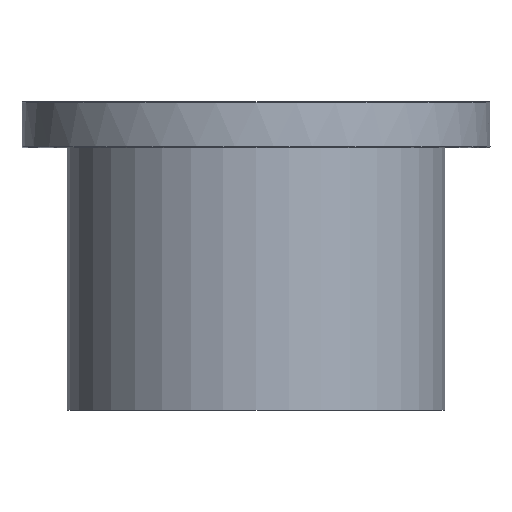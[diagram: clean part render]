
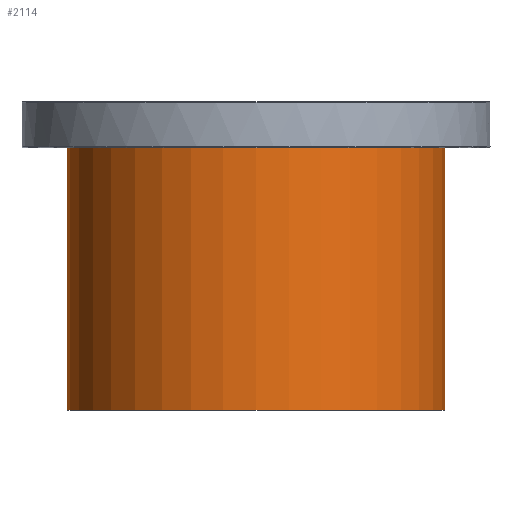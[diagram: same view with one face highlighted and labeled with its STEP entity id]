
A CAD part, front view. The second image highlights one B-rep face of the part: STEP entity #2114.
In plain terms, the highlighted cylindrical face has radius 102 mm (diameter 204 mm), a full revolution.
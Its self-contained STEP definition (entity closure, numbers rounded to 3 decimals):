
#2052=CARTESIAN_POINT('',(102.,0.,342.5));
#2053=VERTEX_POINT('',#2052);
#2054=CARTESIAN_POINT('',(0.0,0.0,342.5));
#2055=DIRECTION('',(0.0,0.0,1.0));
#2056=DIRECTION('',(-1.0,0.0,0.0));
#2057=AXIS2_PLACEMENT_3D('',#2054,#2055,#2056);
#2058=CIRCLE('',#2057,102.);
#2059=EDGE_CURVE('',#2053,#2053,#2058,.T.);
#2095=CARTESIAN_POINT('',(0.0,0.0,0.0));
#2096=DIRECTION('',(0.0,0.0,1.0));
#2097=DIRECTION('',(-1.0,0.0,0.0));
#2098=AXIS2_PLACEMENT_3D('',#2095,#2096,#2097);
#2099=CYLINDRICAL_SURFACE('',#2098,102.);
#2100=ORIENTED_EDGE('',*,*,#2059,.T.);
#2101=EDGE_LOOP('',(#2100));
#2102=FACE_OUTER_BOUND('',#2101,.T.);
#2103=CARTESIAN_POINT('',(102.,0.,500.0));
#2104=VERTEX_POINT('',#2103);
#2105=CARTESIAN_POINT('',(0.0,0.0,500.0));
#2106=DIRECTION('',(0.0,0.0,-1.0));
#2107=DIRECTION('',(-1.0,0.0,0.0));
#2108=AXIS2_PLACEMENT_3D('',#2105,#2106,#2107);
#2109=CIRCLE('',#2108,102.);
#2110=EDGE_CURVE('',#2104,#2104,#2109,.T.);
#2111=ORIENTED_EDGE('',*,*,#2110,.T.);
#2112=EDGE_LOOP('',(#2111));
#2113=FACE_BOUND('',#2112,.T.);
#2114=ADVANCED_FACE('',(#2102,#2113),#2099,.T.);
